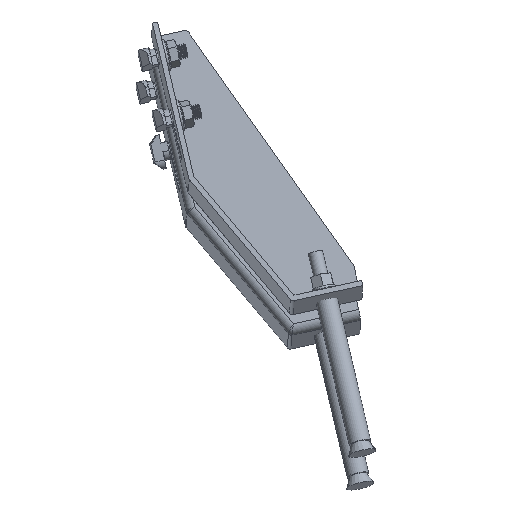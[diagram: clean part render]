
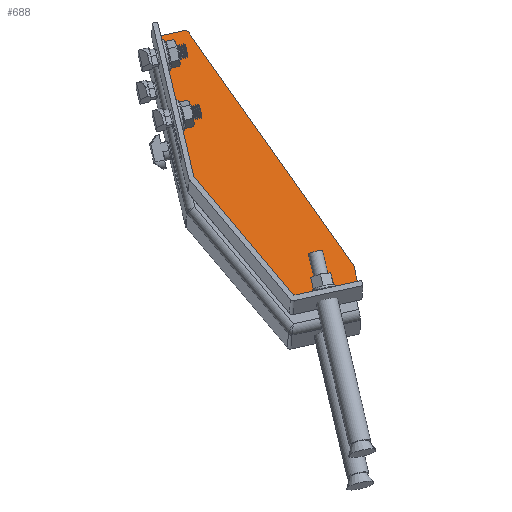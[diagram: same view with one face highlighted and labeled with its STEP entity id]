
A CAD part, top view. The second image highlights one B-rep face of the part: STEP entity #688.
In plain terms, the highlighted planar face has unit normal (0.014, 0.228, 0.974).
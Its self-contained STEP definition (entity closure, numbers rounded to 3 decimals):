
#443 = VERTEX_POINT ( 'NONE', #2275 ) ;
#688 = ADVANCED_FACE ( 'NONE', ( #5712 ), #17135, .F. ) ;
#2275 = CARTESIAN_POINT ( 'NONE',  ( 87.708, -73.186, -98.744 ) ) ;
#3465 = EDGE_CURVE ( 'NONE', #17277, #17610, #6444, .T. ) ;
#3512 = EDGE_CURVE ( 'NONE', #17277, #4347, #6513, .T. ) ;
#3521 = EDGE_CURVE ( 'NONE', #17408, #17628, #6526, .T. ) ;
#3561 = EDGE_CURVE ( 'NONE', #17628, #443, #10455, .T. ) ;
#3563 = EDGE_CURVE ( 'NONE', #4347, #4369, #10459, .T. ) ;
#3565 = EDGE_CURVE ( 'NONE', #4369, #443, #10448, .T. ) ;
#3568 = EDGE_CURVE ( 'NONE', #17610, #17408, #10463, .T. ) ;
#4347 = VERTEX_POINT ( 'NONE', #13493 ) ;
#4369 = VERTEX_POINT ( 'NONE', #13515 ) ;
#5712 = FACE_OUTER_BOUND ( 'NONE', #9152, .T. ) ;
#6444 = LINE ( 'NONE', #9542, #6447 ) ;
#6447 = VECTOR ( 'NONE', #9544, 1000. ) ;
#6513 = CIRCLE ( 'NONE', #7524, 2. ) ;
#6526 = LINE ( 'NONE', #9695, #6528 ) ;
#6528 = VECTOR ( 'NONE', #9696, 1000. ) ;
#6995 = ORIENTED_EDGE ( 'NONE', *, *, #3521, .T. ) ;
#6996 = ORIENTED_EDGE ( 'NONE', *, *, #3561, .T. ) ;
#6997 = ORIENTED_EDGE ( 'NONE', *, *, #3565, .F. ) ;
#6998 = ORIENTED_EDGE ( 'NONE', *, *, #3563, .F. ) ;
#6999 = ORIENTED_EDGE ( 'NONE', *, *, #3512, .F. ) ;
#7000 = ORIENTED_EDGE ( 'NONE', *, *, #3465, .T. ) ;
#7001 = ORIENTED_EDGE ( 'NONE', *, *, #3568, .T. ) ;
#7316 = AXIS2_PLACEMENT_3D ( 'NONE', #17142, #17133, #17132 ) ;
#7524 = AXIS2_PLACEMENT_3D ( 'NONE', #9683, #9684, #9685 ) ;
#9152 = EDGE_LOOP ( 'NONE', ( #6995, #6996, #6997, #6998, #6999, #7000, #7001 ) ) ;
#9542 = CARTESIAN_POINT ( 'NONE',  ( -19.132, 68.24, -130.253 ) ) ;
#9544 = DIRECTION ( 'NONE',  ( -0.975, -0.213, 0.064 ) ) ;
#9683 = CARTESIAN_POINT ( 'NONE',  ( -8.309, 68.608, -130.499 ) ) ;
#9684 = DIRECTION ( 'NONE',  ( -0.014, -0.228, -0.974 ) ) ;
#9685 = DIRECTION ( 'NONE',  ( -0.975, -0.213, 0.064 ) ) ;
#9695 = CARTESIAN_POINT ( 'NONE',  ( -47.74, 37.198, -122.568 ) ) ;
#9696 = DIRECTION ( 'NONE',  ( 0.635, -0.755, 0.167 ) ) ;
#9957 = DIRECTION ( 'NONE',  ( 0.222, -0.95, 0.219 ) ) ;
#9961 = CARTESIAN_POINT ( 'NONE',  ( 27.893, -86.26, -94.802 ) ) ;
#9962 = DIRECTION ( 'NONE',  ( 0.975, 0.213, -0.064 ) ) ;
#9965 = CARTESIAN_POINT ( 'NONE',  ( -6.664, 69.709, -130.781 ) ) ;
#9966 = DIRECTION ( 'NONE',  ( 0.568, -0.803, 0.179 ) ) ;
#9967 = CARTESIAN_POINT ( 'NONE',  ( 84.376, -58.935, -102.029 ) ) ;
#9971 = DIRECTION ( 'NONE',  ( 0.222, -0.95, 0.219 ) ) ;
#9976 = CARTESIAN_POINT ( 'NONE',  ( -21.613, 65.7, -129.622 ) ) ;
#10448 = LINE ( 'NONE', #9967, #10465 ) ;
#10455 = LINE ( 'NONE', #9961, #10458 ) ;
#10458 = VECTOR ( 'NONE', #9962, 1000. ) ;
#10459 = LINE ( 'NONE', #9965, #10462 ) ;
#10462 = VECTOR ( 'NONE', #9966, 1000. ) ;
#10463 = LINE ( 'NONE', #9976, #10469 ) ;
#10465 = VECTOR ( 'NONE', #9957, 1000. ) ;
#10469 = VECTOR ( 'NONE', #9971, 1000. ) ;
#13493 = CARTESIAN_POINT ( 'NONE',  ( -6.664, 69.709, -130.781 ) ) ;
#13515 = CARTESIAN_POINT ( 'NONE',  ( 84.376, -58.935, -102.029 ) ) ;
#16176 = CARTESIAN_POINT ( 'NONE',  ( -8.754, 70.508, -130.937 ) ) ;
#16307 = CARTESIAN_POINT ( 'NONE',  ( -2.33, -16.788, -110.609 ) ) ;
#16376 = CARTESIAN_POINT ( 'NONE',  ( -22.057, 67.6, -130.06 ) ) ;
#16393 = CARTESIAN_POINT ( 'NONE',  ( 51.724, -81.051, -96.372 ) ) ;
#17132 = DIRECTION ( 'NONE',  ( -0.975, -0.213, 0.064 ) ) ;
#17133 = DIRECTION ( 'NONE',  ( -0.014, -0.228, -0.974 ) ) ;
#17135 = PLANE ( 'NONE',  #7316 ) ;
#17142 = CARTESIAN_POINT ( 'NONE',  ( -8.309, 68.608, -130.499 ) ) ;
#17277 = VERTEX_POINT ( 'NONE', #16176 ) ;
#17408 = VERTEX_POINT ( 'NONE', #16307 ) ;
#17610 = VERTEX_POINT ( 'NONE', #16376 ) ;
#17628 = VERTEX_POINT ( 'NONE', #16393 ) ;
